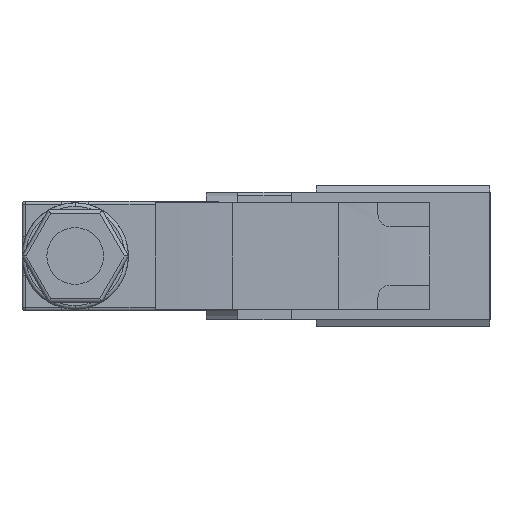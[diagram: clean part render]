
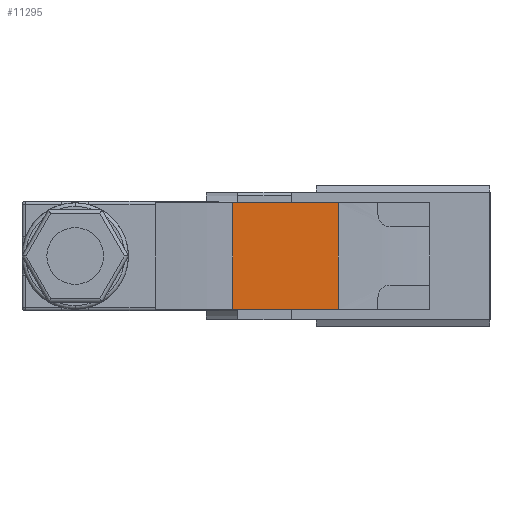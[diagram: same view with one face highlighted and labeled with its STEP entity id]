
A CAD part, left-side view. The second image highlights one B-rep face of the part: STEP entity #11295.
In plain terms, the highlighted face is planar.
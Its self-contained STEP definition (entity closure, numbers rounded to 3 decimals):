
#1793 = PLANE ( 'NONE',  #2051 ) ;
#1794 = CARTESIAN_POINT ( 'NONE',  ( 37., 38.7, 7.5 ) ) ;
#1795 = DIRECTION ( 'NONE',  ( -1., 0., 0. ) ) ;
#1796 = DIRECTION ( 'NONE',  ( 0., 0., 1. ) ) ;
#1993 = VECTOR ( 'NONE', #8288, 1000. ) ;
#1997 = VECTOR ( 'NONE', #8295, 1000. ) ;
#1998 = VECTOR ( 'NONE', #8297, 1000. ) ;
#1999 = VECTOR ( 'NONE', #8299, 1000. ) ;
#2051 = AXIS2_PLACEMENT_3D ( 'NONE', #1794, #1795, #1796 ) ;
#2732 = VERTEX_POINT ( 'NONE', #12089 ) ;
#2733 = VERTEX_POINT ( 'NONE', #12090 ) ;
#2734 = VERTEX_POINT ( 'NONE', #12091 ) ;
#2735 = VERTEX_POINT ( 'NONE', #12092 ) ;
#6197 = EDGE_LOOP ( 'NONE', ( #7173, #7177, #7175, #7178 ) ) ;
#7173 = ORIENTED_EDGE ( 'NONE', *, *, #8037, .T. ) ;
#7175 = ORIENTED_EDGE ( 'NONE', *, *, #8039, .F. ) ;
#7177 = ORIENTED_EDGE ( 'NONE', *, *, #8034, .F. ) ;
#7178 = ORIENTED_EDGE ( 'NONE', *, *, #8038, .T. ) ;
#8034 = EDGE_CURVE ( 'NONE', #2734, #2733, #9032, .T. ) ;
#8037 = EDGE_CURVE ( 'NONE', #2732, #2733, #9034, .T. ) ;
#8038 = EDGE_CURVE ( 'NONE', #2735, #2732, #9035, .T. ) ;
#8039 = EDGE_CURVE ( 'NONE', #2735, #2734, #9036, .T. ) ;
#8287 = CARTESIAN_POINT ( 'NONE',  ( 37., 27.8, 20.679 ) ) ;
#8288 = DIRECTION ( 'NONE',  ( 0., 0., -1. ) ) ;
#8294 = CARTESIAN_POINT ( 'NONE',  ( 37., 38.7, -7.5 ) ) ;
#8295 = DIRECTION ( 'NONE',  ( 0., 1., 0. ) ) ;
#8296 = CARTESIAN_POINT ( 'NONE',  ( 37., 12.9, 20.679 ) ) ;
#8297 = DIRECTION ( 'NONE',  ( 0., 0., -1. ) ) ;
#8298 = CARTESIAN_POINT ( 'NONE',  ( 37., 38.7, 7.5 ) ) ;
#8299 = DIRECTION ( 'NONE',  ( 0., 1., 0. ) ) ;
#9032 = LINE ( 'NONE', #8287, #1993 ) ;
#9034 = LINE ( 'NONE', #8294, #1997 ) ;
#9035 = LINE ( 'NONE', #8296, #1998 ) ;
#9036 = LINE ( 'NONE', #8298, #1999 ) ;
#9071 = FACE_OUTER_BOUND ( 'NONE', #6197, .T. ) ;
#11295 = ADVANCED_FACE ( 'NONE', ( #9071 ), #1793, .F. ) ;
#12089 = CARTESIAN_POINT ( 'NONE',  ( 37., 12.9, -7.5 ) ) ;
#12090 = CARTESIAN_POINT ( 'NONE',  ( 37., 27.8, -7.5 ) ) ;
#12091 = CARTESIAN_POINT ( 'NONE',  ( 37., 27.8, 7.5 ) ) ;
#12092 = CARTESIAN_POINT ( 'NONE',  ( 37., 12.9, 7.5 ) ) ;
